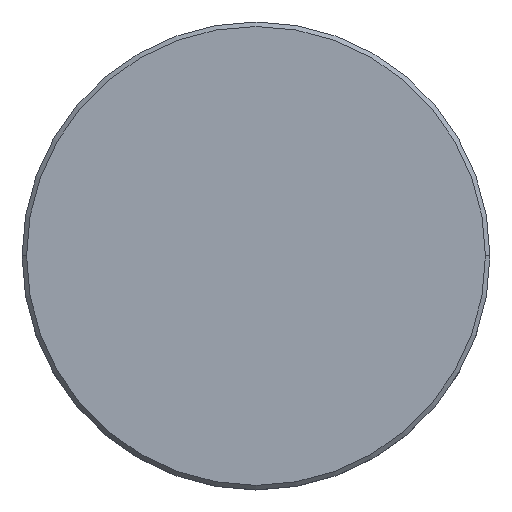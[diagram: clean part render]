
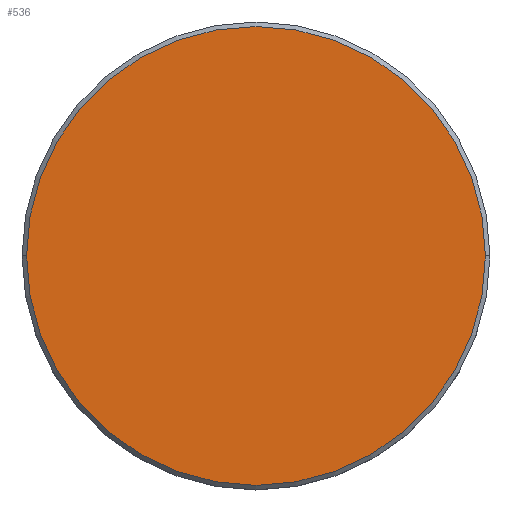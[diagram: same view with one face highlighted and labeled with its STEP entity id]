
A CAD part, top view. The second image highlights one B-rep face of the part: STEP entity #536.
In plain terms, the highlighted planar face has unit normal (0, 0, 1).
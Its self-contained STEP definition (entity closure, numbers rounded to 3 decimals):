
#32 = CARTESIAN_POINT ( 'NONE',  ( 25.5, 0., 0. ) ) ;
#63 = CARTESIAN_POINT ( 'NONE',  ( 0., 0., 0. ) ) ;
#69 = DIRECTION ( 'NONE',  ( 0., 0., 1. ) ) ;
#106 = CARTESIAN_POINT ( 'NONE',  ( 0., 0., 0. ) ) ;
#121 = DIRECTION ( 'NONE',  ( 1., 0., 0. ) ) ;
#287 = EDGE_CURVE ( 'NONE', #549, #671, #1045, .T. ) ;
#420 = AXIS2_PLACEMENT_3D ( 'NONE', #106, #943, #121 ) ;
#427 = DIRECTION ( 'NONE',  ( 1., 0., 0. ) ) ;
#536 = ADVANCED_FACE ( 'NONE', ( #657 ), #1121, .T. ) ;
#549 = VERTEX_POINT ( 'NONE', #32 ) ;
#559 = CARTESIAN_POINT ( 'NONE',  ( 0., 0., 0. ) ) ;
#566 = CIRCLE ( 'NONE', #708, 25.5 ) ;
#657 = FACE_OUTER_BOUND ( 'NONE', #1145, .T. ) ;
#671 = VERTEX_POINT ( 'NONE', #683 ) ;
#683 = CARTESIAN_POINT ( 'NONE',  ( -25.5, 0., 0. ) ) ;
#708 = AXIS2_PLACEMENT_3D ( 'NONE', #559, #754, #762 ) ;
#720 = ORIENTED_EDGE ( 'NONE', *, *, #287, .T. ) ;
#754 = DIRECTION ( 'NONE',  ( 0., 0., 1. ) ) ;
#762 = DIRECTION ( 'NONE',  ( 1., 0., 0. ) ) ;
#818 = AXIS2_PLACEMENT_3D ( 'NONE', #63, #69, #427 ) ;
#843 = EDGE_CURVE ( 'NONE', #671, #549, #566, .T. ) ;
#943 = DIRECTION ( 'NONE',  ( 0., 0., 1. ) ) ;
#1045 = CIRCLE ( 'NONE', #818, 25.5 ) ;
#1051 = ORIENTED_EDGE ( 'NONE', *, *, #843, .T. ) ;
#1121 = PLANE ( 'NONE',  #420 ) ;
#1145 = EDGE_LOOP ( 'NONE', ( #1051, #720 ) ) ;
